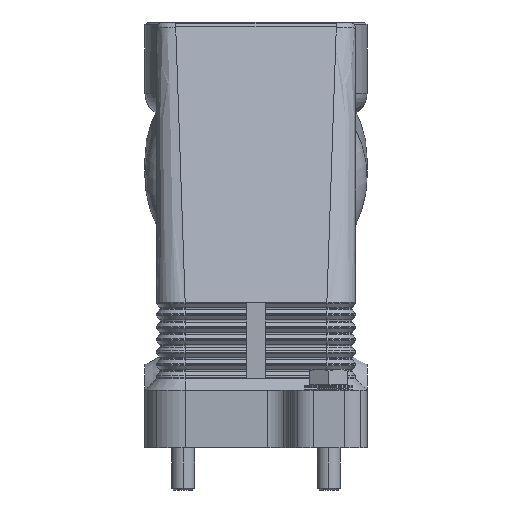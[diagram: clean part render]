
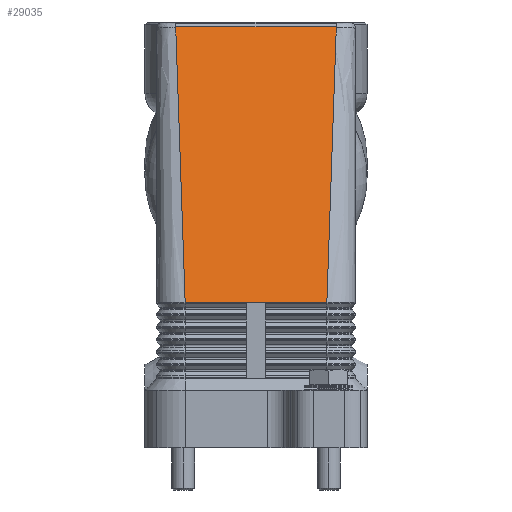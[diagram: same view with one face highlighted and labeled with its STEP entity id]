
A CAD part, left-side view. The second image highlights one B-rep face of the part: STEP entity #29035.
In plain terms, the highlighted planar face has unit normal (-0.965, 0, 0.264).
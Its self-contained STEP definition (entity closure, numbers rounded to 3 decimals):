
#5602=CARTESIAN_POINT('',(-41.302,20.962,109.896));
#5603=VERTEX_POINT('',#5602);
#5611=CARTESIAN_POINT('',(-41.302,-20.962,109.896));
#5612=VERTEX_POINT('',#5611);
#5613=CARTESIAN_POINT('',(-41.302,20.962,109.896));
#5614=DIRECTION('',(0.0,-1.0,0.0));
#5615=VECTOR('',#5614,41.924);
#5616=LINE('',#5613,#5615);
#5617=EDGE_CURVE('',#5603,#5612,#5616,.T.);
#18705=CARTESIAN_POINT('',(-61.,-2.5,38.));
#18706=VERTEX_POINT('',#18705);
#18724=CARTESIAN_POINT('',(-61.0,-18.5,38.));
#18725=VERTEX_POINT('',#18724);
#18733=CARTESIAN_POINT('',(-61.0,-18.5,38.));
#18734=DIRECTION('',(0.0,1.0,0.0));
#18735=VECTOR('',#18734,16.);
#18736=LINE('',#18733,#18735);
#18737=EDGE_CURVE('',#18725,#18706,#18736,.T.);
#20433=CARTESIAN_POINT('',(-61.,2.5,38.));
#20434=VERTEX_POINT('',#20433);
#20435=CARTESIAN_POINT('',(-61.,-2.5,38.));
#20436=DIRECTION('',(0.0,1.0,0.0));
#20437=VECTOR('',#20436,5.0);
#20438=LINE('',#20435,#20437);
#20439=EDGE_CURVE('',#18706,#20434,#20438,.T.);
#22799=CARTESIAN_POINT('',(-61.0,18.5,38.));
#22800=VERTEX_POINT('',#22799);
#22801=CARTESIAN_POINT('',(-61.,2.5,38.));
#22802=DIRECTION('',(0.0,1.0,0.0));
#22803=VECTOR('',#22802,16.);
#22804=LINE('',#22801,#22803);
#22805=EDGE_CURVE('',#20434,#22800,#22804,.T.);
#25189=CARTESIAN_POINT('',(-42.806,-20.774,104.407));
#25190=VERTEX_POINT('',#25189);
#25191=CARTESIAN_POINT('',(-41.302,-20.962,109.896));
#25192=CARTESIAN_POINT('',(-41.804,-20.9,108.066));
#25193=CARTESIAN_POINT('',(-42.305,-20.837,106.236));
#25194=CARTESIAN_POINT('',(-42.806,-20.774,104.407));
#25195=B_SPLINE_CURVE_WITH_KNOTS('',3,(#25191,#25192,#25193,#25194),.UNSPECIFIED.,.F.,.U.,(4,4),(0.015,0.09),.UNSPECIFIED.);
#25196=EDGE_CURVE('',#5612,#25190,#25195,.T.);
#25198=CARTESIAN_POINT('',(-42.806,-20.774,104.407));
#25199=CARTESIAN_POINT('',(-48.871,-20.016,82.271));
#25200=CARTESIAN_POINT('',(-54.935,-19.258,60.136));
#25201=CARTESIAN_POINT('',(-61.0,-18.5,38.0));
#25202=B_SPLINE_CURVE_WITH_KNOTS('',3,(#25198,#25199,#25200,#25201),.UNSPECIFIED.,.F.,.U.,(4,4),(0.09,1.0),.UNSPECIFIED.);
#25203=EDGE_CURVE('',#25190,#18725,#25202,.T.);
#26646=CARTESIAN_POINT('',(-42.806,20.774,104.407));
#26647=VERTEX_POINT('',#26646);
#26648=CARTESIAN_POINT('',(-41.302,20.962,109.896));
#26649=CARTESIAN_POINT('',(-41.804,20.9,108.066));
#26650=CARTESIAN_POINT('',(-42.305,20.837,106.236));
#26651=CARTESIAN_POINT('',(-42.806,20.774,104.407));
#26652=B_SPLINE_CURVE_WITH_KNOTS('',3,(#26648,#26649,#26650,#26651),.UNSPECIFIED.,.F.,.U.,(4,4),(0.015,0.09),.UNSPECIFIED.);
#26653=EDGE_CURVE('',#5603,#26647,#26652,.T.);
#26679=CARTESIAN_POINT('',(-42.806,20.774,104.407));
#26680=CARTESIAN_POINT('',(-48.871,20.016,82.271));
#26681=CARTESIAN_POINT('',(-54.935,19.258,60.136));
#26682=CARTESIAN_POINT('',(-61.0,18.5,38.0));
#26683=B_SPLINE_CURVE_WITH_KNOTS('',3,(#26679,#26680,#26681,#26682),.UNSPECIFIED.,.F.,.U.,(4,4),(0.09,1.0),.UNSPECIFIED.);
#26684=EDGE_CURVE('',#26647,#22800,#26683,.T.);
#29020=CARTESIAN_POINT('',(-41.0,21.,111.));
#29021=DIRECTION('',(0.964,0.0,-0.264));
#29022=DIRECTION('',(-0.264,0.0,-0.964));
#29023=AXIS2_PLACEMENT_3D('',#29020,#29021,#29022);
#29024=PLANE('',#29023);
#29025=ORIENTED_EDGE('',*,*,#5617,.F.);
#29026=ORIENTED_EDGE('',*,*,#26653,.T.);
#29027=ORIENTED_EDGE('',*,*,#26684,.T.);
#29028=ORIENTED_EDGE('',*,*,#22805,.F.);
#29029=ORIENTED_EDGE('',*,*,#20439,.F.);
#29030=ORIENTED_EDGE('',*,*,#18737,.F.);
#29031=ORIENTED_EDGE('',*,*,#25203,.F.);
#29032=ORIENTED_EDGE('',*,*,#25196,.F.);
#29033=EDGE_LOOP('',(#29025,#29026,#29027,#29028,#29029,#29030,#29031,#29032));
#29034=FACE_OUTER_BOUND('',#29033,.T.);
#29035=ADVANCED_FACE('',(#29034),#29024,.F.);
